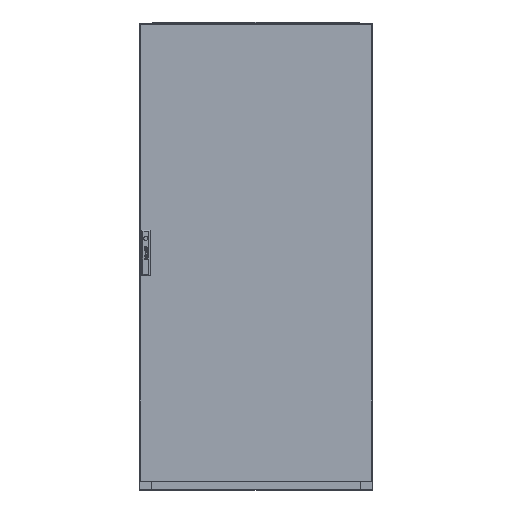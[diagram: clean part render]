
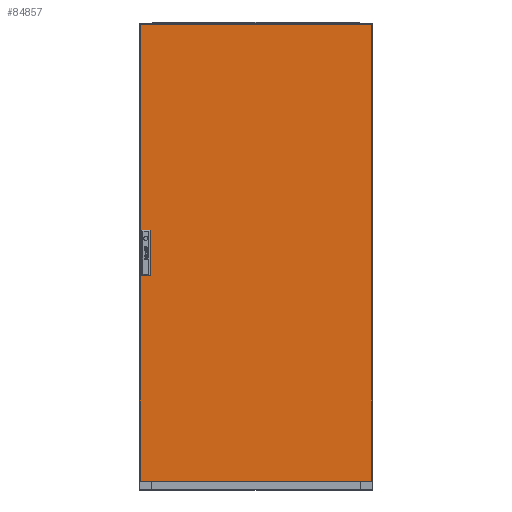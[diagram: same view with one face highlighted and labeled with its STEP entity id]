
A CAD part, top view. The second image highlights one B-rep face of the part: STEP entity #84857.
In plain terms, the highlighted planar face has unit normal (0, 0, 1).
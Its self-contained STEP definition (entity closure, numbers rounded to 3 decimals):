
#1250 = ORIENTED_EDGE ( 'NONE', *, *, #55146, .T. ) ;
#1320 = VECTOR ( 'NONE', #102672, 1000. ) ;
#1569 = CARTESIAN_POINT ( 'NONE',  ( -363., 0., 0. ) ) ;
#3165 = DIRECTION ( 'NONE',  ( 0., 0., 1. ) ) ;
#3839 = LINE ( 'NONE', #43854, #67543 ) ;
#6020 = LINE ( 'NONE', #65451, #69730 ) ;
#7098 = CARTESIAN_POINT ( 'NONE',  ( -397., -783.5, 0. ) ) ;
#12367 = CARTESIAN_POINT ( 'NONE',  ( -397., 783.5, 0. ) ) ;
#12665 = EDGE_CURVE ( 'NONE', #35078, #36831, #62253, .T. ) ;
#12949 = LINE ( 'NONE', #44688, #1320 ) ;
#15147 = LINE ( 'NONE', #67513, #54276 ) ;
#18354 = CARTESIAN_POINT ( 'NONE',  ( -363., -78.5, 0. ) ) ;
#22426 = CARTESIAN_POINT ( 'NONE',  ( -393.4, 0., 0. ) ) ;
#22686 = AXIS2_PLACEMENT_3D ( 'NONE', #85975, #3165, #61322 ) ;
#22992 = CARTESIAN_POINT ( 'NONE',  ( -393.4, -78.5, 0. ) ) ;
#23166 = FACE_OUTER_BOUND ( 'NONE', #41175, .T. ) ;
#23998 = DIRECTION ( 'NONE',  ( 0., 1., 0. ) ) ;
#25412 = ORIENTED_EDGE ( 'NONE', *, *, #47101, .F. ) ;
#29593 = ORIENTED_EDGE ( 'NONE', *, *, #60020, .T. ) ;
#34109 = CARTESIAN_POINT ( 'NONE',  ( 397., 783.5, 0. ) ) ;
#35078 = VERTEX_POINT ( 'NONE', #43589 ) ;
#36831 = VERTEX_POINT ( 'NONE', #18354 ) ;
#38079 = CARTESIAN_POINT ( 'NONE',  ( 397., -783.5, 0. ) ) ;
#38553 = ORIENTED_EDGE ( 'NONE', *, *, #12665, .T. ) ;
#39701 = ORIENTED_EDGE ( 'NONE', *, *, #74286, .T. ) ;
#40183 = VECTOR ( 'NONE', #84010, 1000. ) ;
#41175 = EDGE_LOOP ( 'NONE', ( #1250, #97834, #39701, #29593 ) ) ;
#41443 = CARTESIAN_POINT ( 'NONE',  ( -393.4, 78.5, 0. ) ) ;
#43589 = CARTESIAN_POINT ( 'NONE',  ( -363., 78.5, 0. ) ) ;
#43854 = CARTESIAN_POINT ( 'NONE',  ( -393.4, 78.5, 0. ) ) ;
#44688 = CARTESIAN_POINT ( 'NONE',  ( -397., -783.5, 0. ) ) ;
#47101 = EDGE_CURVE ( 'NONE', #63346, #78004, #99915, .T. ) ;
#48831 = VERTEX_POINT ( 'NONE', #7098 ) ;
#49130 = ORIENTED_EDGE ( 'NONE', *, *, #60528, .T. ) ;
#50069 = ORIENTED_EDGE ( 'NONE', *, *, #96623, .F. ) ;
#52154 = DIRECTION ( 'NONE',  ( 1., 0., 0. ) ) ;
#52998 = PLANE ( 'NONE',  #22686 ) ;
#54276 = VECTOR ( 'NONE', #100897, 1000. ) ;
#55146 = EDGE_CURVE ( 'NONE', #78944, #89766, #6020, .T. ) ;
#60020 = EDGE_CURVE ( 'NONE', #48831, #78944, #12949, .T. ) ;
#60528 = EDGE_CURVE ( 'NONE', #63346, #35078, #3839, .T. ) ;
#61322 = DIRECTION ( 'NONE',  ( 1., 0., 0. ) ) ;
#61431 = LINE ( 'NONE', #103706, #83467 ) ;
#62253 = LINE ( 'NONE', #1569, #40183 ) ;
#63346 = VERTEX_POINT ( 'NONE', #41443 ) ;
#63518 = LINE ( 'NONE', #12367, #88172 ) ;
#65451 = CARTESIAN_POINT ( 'NONE',  ( 397., 783.5, 0. ) ) ;
#67513 = CARTESIAN_POINT ( 'NONE',  ( -393.4, -78.5, 0. ) ) ;
#67543 = VECTOR ( 'NONE', #52154, 1000. ) ;
#69730 = VECTOR ( 'NONE', #23998, 1000. ) ;
#70521 = DIRECTION ( 'NONE',  ( -1., 0., 0. ) ) ;
#74286 = EDGE_CURVE ( 'NONE', #96459, #48831, #61431, .T. ) ;
#75510 = EDGE_CURVE ( 'NONE', #89766, #96459, #63518, .T. ) ;
#77858 = VECTOR ( 'NONE', #105535, 1000. ) ;
#78004 = VERTEX_POINT ( 'NONE', #22992 ) ;
#78944 = VERTEX_POINT ( 'NONE', #38079 ) ;
#80871 = EDGE_LOOP ( 'NONE', ( #49130, #38553, #50069, #25412 ) ) ;
#83467 = VECTOR ( 'NONE', #95055, 1000. ) ;
#84010 = DIRECTION ( 'NONE',  ( 0., -1., 0. ) ) ;
#84857 = ADVANCED_FACE ( 'NONE', ( #86858, #23166 ), #52998, .T. ) ;
#85975 = CARTESIAN_POINT ( 'NONE',  ( 0., 0., 0. ) ) ;
#86858 = FACE_BOUND ( 'NONE', #80871, .T. ) ;
#88172 = VECTOR ( 'NONE', #70521, 1000. ) ;
#89766 = VERTEX_POINT ( 'NONE', #34109 ) ;
#95055 = DIRECTION ( 'NONE',  ( 0., -1., 0. ) ) ;
#96459 = VERTEX_POINT ( 'NONE', #98762 ) ;
#96623 = EDGE_CURVE ( 'NONE', #78004, #36831, #15147, .T. ) ;
#97834 = ORIENTED_EDGE ( 'NONE', *, *, #75510, .T. ) ;
#98762 = CARTESIAN_POINT ( 'NONE',  ( -397., 783.5, 0. ) ) ;
#99915 = LINE ( 'NONE', #22426, #77858 ) ;
#100897 = DIRECTION ( 'NONE',  ( 1., 0., 0. ) ) ;
#102672 = DIRECTION ( 'NONE',  ( 1., 0., 0. ) ) ;
#103706 = CARTESIAN_POINT ( 'NONE',  ( -397., 783.5, 0. ) ) ;
#105535 = DIRECTION ( 'NONE',  ( 0., -1., 0. ) ) ;
